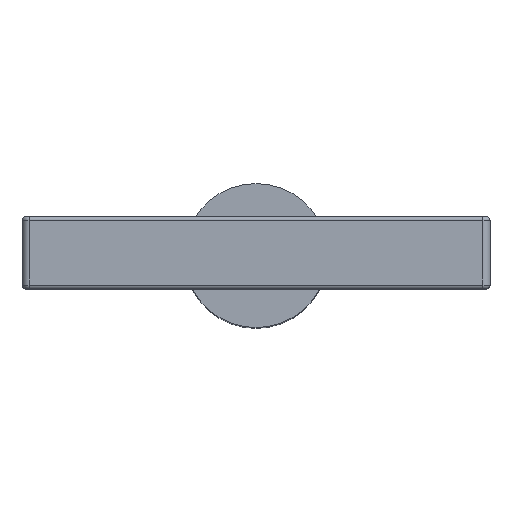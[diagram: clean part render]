
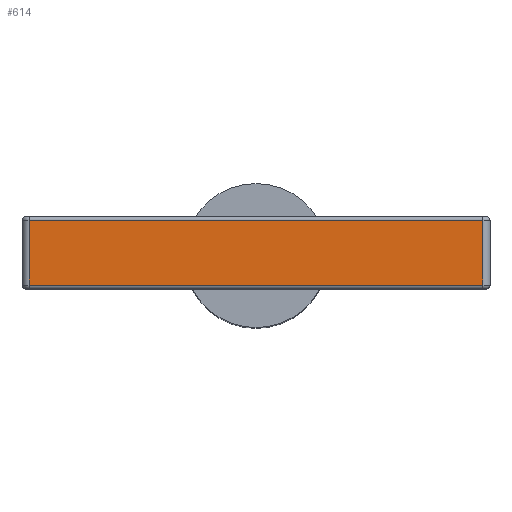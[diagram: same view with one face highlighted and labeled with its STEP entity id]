
A CAD part, top view. The second image highlights one B-rep face of the part: STEP entity #614.
In plain terms, the highlighted planar face has unit normal (0, 0, 1).
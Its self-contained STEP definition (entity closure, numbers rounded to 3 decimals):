
#4 = PLANE ( 'NONE',  #1228 ) ;
#17 = EDGE_CURVE ( 'NONE', #224, #651, #556, .T. ) ;
#35 = ORIENTED_EDGE ( 'NONE', *, *, #643, .T. ) ;
#62 = LINE ( 'NONE', #611, #1467 ) ;
#156 = CARTESIAN_POINT ( 'NONE',  ( -6.5, 1., 3.5 ) ) ;
#183 = CARTESIAN_POINT ( 'NONE',  ( 6.3, 1., 3.5 ) ) ;
#224 = VERTEX_POINT ( 'NONE', #348 ) ;
#238 = ORIENTED_EDGE ( 'NONE', *, *, #17, .T. ) ;
#263 = DIRECTION ( 'NONE',  ( 1., 0., 0. ) ) ;
#286 = LINE ( 'NONE', #183, #369 ) ;
#318 = EDGE_LOOP ( 'NONE', ( #1078, #238, #35, #1109 ) ) ;
#348 = CARTESIAN_POINT ( 'NONE',  ( -6.3, -0.9, 3.5 ) ) ;
#369 = VECTOR ( 'NONE', #1597, 1000. ) ;
#402 = VECTOR ( 'NONE', #1435, 1000. ) ;
#473 = VECTOR ( 'NONE', #263, 1000. ) ;
#495 = VERTEX_POINT ( 'NONE', #1652 ) ;
#556 = LINE ( 'NONE', #1270, #473 ) ;
#573 = CARTESIAN_POINT ( 'NONE',  ( -6.3, 1., 3.5 ) ) ;
#611 = CARTESIAN_POINT ( 'NONE',  ( -6.5, 0.9, 3.5 ) ) ;
#614 = ADVANCED_FACE ( 'NONE', ( #1289 ), #4, .F. ) ;
#643 = EDGE_CURVE ( 'NONE', #651, #495, #286, .T. ) ;
#651 = VERTEX_POINT ( 'NONE', #759 ) ;
#759 = CARTESIAN_POINT ( 'NONE',  ( 6.3, -0.9, 3.5 ) ) ;
#1078 = ORIENTED_EDGE ( 'NONE', *, *, #1780, .T. ) ;
#1100 = VERTEX_POINT ( 'NONE', #1210 ) ;
#1109 = ORIENTED_EDGE ( 'NONE', *, *, #1593, .T. ) ;
#1210 = CARTESIAN_POINT ( 'NONE',  ( -6.3, 0.9, 3.5 ) ) ;
#1228 = AXIS2_PLACEMENT_3D ( 'NONE', #156, #1713, #1406 ) ;
#1270 = CARTESIAN_POINT ( 'NONE',  ( 6.3, -0.9, 3.5 ) ) ;
#1289 = FACE_OUTER_BOUND ( 'NONE', #318, .T. ) ;
#1307 = DIRECTION ( 'NONE',  ( -1., 0., 0. ) ) ;
#1406 = DIRECTION ( 'NONE',  ( 0., -1., 0. ) ) ;
#1435 = DIRECTION ( 'NONE',  ( 0., -1., 0. ) ) ;
#1467 = VECTOR ( 'NONE', #1307, 1000. ) ;
#1574 = LINE ( 'NONE', #573, #402 ) ;
#1593 = EDGE_CURVE ( 'NONE', #495, #1100, #62, .T. ) ;
#1597 = DIRECTION ( 'NONE',  ( 0., 1., 0. ) ) ;
#1652 = CARTESIAN_POINT ( 'NONE',  ( 6.3, 0.9, 3.5 ) ) ;
#1713 = DIRECTION ( 'NONE',  ( 0., 0., -1. ) ) ;
#1780 = EDGE_CURVE ( 'NONE', #1100, #224, #1574, .T. ) ;
